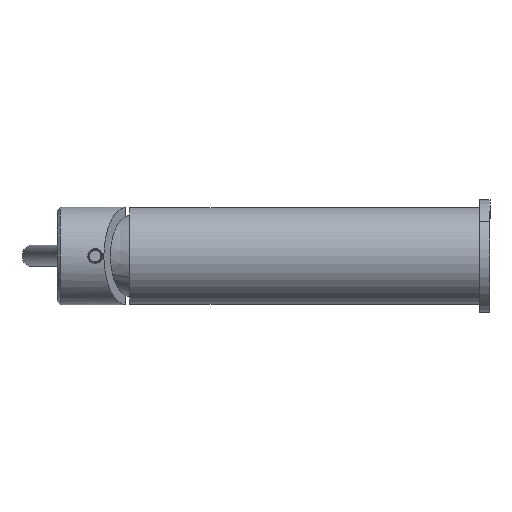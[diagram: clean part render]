
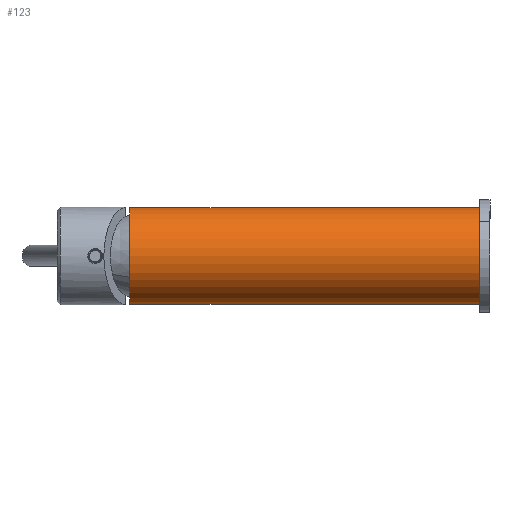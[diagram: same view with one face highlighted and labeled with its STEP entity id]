
A CAD part, left-side view. The second image highlights one B-rep face of the part: STEP entity #123.
In plain terms, the highlighted cylindrical face has radius 22.35 mm (diameter 44.7 mm), a partial arc.
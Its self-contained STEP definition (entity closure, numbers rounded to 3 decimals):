
#123=ADVANCED_FACE('Defeature ausgef_hrt1_15',(#213),#214,.T.);
#213=FACE_OUTER_BOUND('',#538,.T.);
#214=CYLINDRICAL_SURFACE('',#539,22.35);
#538=EDGE_LOOP('',(#805,#806,#807,#808));
#539=AXIS2_PLACEMENT_3D('',#809,#810,#811);
#805=ORIENTED_EDGE('',*,*,#1072,.F.);
#806=ORIENTED_EDGE('',*,*,#1119,.F.);
#807=ORIENTED_EDGE('',*,*,#1074,.T.);
#808=ORIENTED_EDGE('',*,*,#1120,.F.);
#809=CARTESIAN_POINT('',(0.0,1.5,0.));
#810=DIRECTION('',(0.0,1.0,0.));
#811=DIRECTION('',(0.0,0.,-1.0));
#1072=EDGE_CURVE('NONE',#1250,#1253,#1254,.T.);
#1074=EDGE_CURVE('NONE',#1251,#1255,#1257,.T.);
#1119=EDGE_CURVE('Defeature ausgef_hrt1_16+Defeature ausgef_hrt1_15+Defeature ausgef_hrt1_15+Defeature ausgef_hrt1_15',#1251,#1250,#1327,.T.);
#1120=EDGE_CURVE('Defeature ausgef_hrt1_202+Defeature ausgef_hrt1_15+Defeature ausgef_hrt1_15+Defeature ausgef_hrt1_15',#1253,#1255,#1328,.T.);
#1250=VERTEX_POINT('NONE',#1608);
#1251=VERTEX_POINT('NONE',#1609);
#1253=VERTEX_POINT('NONE',#1611);
#1254=LINE('',#1612,#1613);
#1255=VERTEX_POINT('NONE',#1614);
#1257=LINE('',#1616,#1617);
#1327=CIRCLE('',#2160,22.35);
#1328=CIRCLE('',#2161,22.35);
#1608=CARTESIAN_POINT('',(0.,1.5,22.35));
#1609=CARTESIAN_POINT('',(0.0,1.5,-22.35));
#1611=CARTESIAN_POINT('',(0.,-159.9,22.35));
#1612=CARTESIAN_POINT('',(0.,1.5,22.35));
#1613=VECTOR('',#2389,1000.0);
#1614=CARTESIAN_POINT('',(0.0,-159.9,-22.35));
#1616=CARTESIAN_POINT('',(0.0,1.5,-22.35));
#1617=VECTOR('',#2393,1000.0);
#2160=AXIS2_PLACEMENT_3D('',#2462,#2463,#2464);
#2161=AXIS2_PLACEMENT_3D('',#2465,#2466,#2467);
#2389=DIRECTION('',(0.0,-1.0,0.));
#2393=DIRECTION('',(0.0,-1.0,0.));
#2462=CARTESIAN_POINT('',(0.0,1.5,0.));
#2463=DIRECTION('',(-0.0,1.0,0.));
#2464=DIRECTION('',(0.0,0.,-1.0));
#2465=CARTESIAN_POINT('',(0.0,-159.9,0.));
#2466=DIRECTION('',(0.0,-1.0,0.));
#2467=DIRECTION('',(0.0,0.,-1.0));
